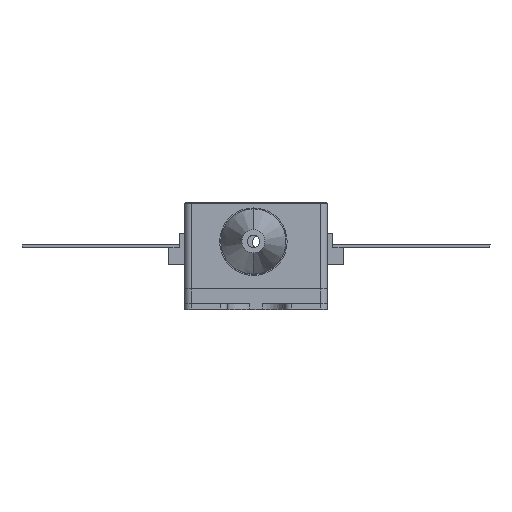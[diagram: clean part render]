
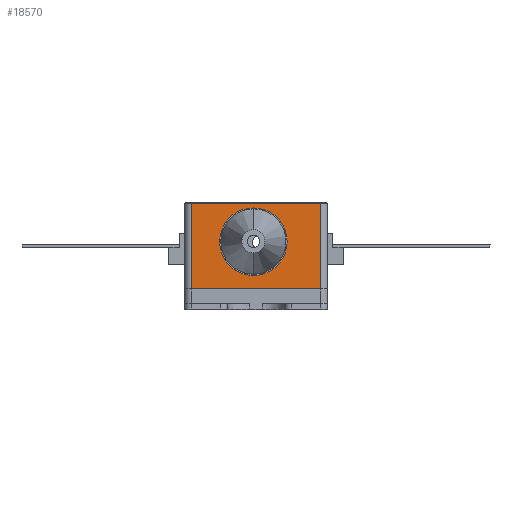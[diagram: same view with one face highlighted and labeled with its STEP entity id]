
A CAD part, top view. The second image highlights one B-rep face of the part: STEP entity #18570.
In plain terms, the highlighted planar face has unit normal (0, 0, 1).
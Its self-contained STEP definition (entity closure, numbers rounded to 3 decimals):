
#606 = EDGE_CURVE ( 'NONE', #19872, #15239, #4064, .T. ) ;
#716 = FACE_BOUND ( 'NONE', #13184, .T. ) ;
#1023 = DIRECTION ( 'NONE',  ( 1., 0., 0. ) ) ;
#1233 = EDGE_LOOP ( 'NONE', ( #3625, #16690, #6152, #6991 ) ) ;
#2073 = LINE ( 'NONE', #7553, #11008 ) ;
#2284 = ORIENTED_EDGE ( 'NONE', *, *, #606, .F. ) ;
#3625 = ORIENTED_EDGE ( 'NONE', *, *, #16600, .T. ) ;
#4064 = CIRCLE ( 'NONE', #12050, 1.588 ) ;
#4185 = DIRECTION ( 'NONE',  ( 0., 0., 1. ) ) ;
#4222 = CARTESIAN_POINT ( 'NONE',  ( -96.115, -3.222, 63.115 ) ) ;
#4292 = DIRECTION ( 'NONE',  ( 0., -1., 0. ) ) ;
#4421 = CARTESIAN_POINT ( 'NONE',  ( -95.515, -10.822, 63.115 ) ) ;
#4558 = DIRECTION ( 'NONE',  ( 0., 1., 0. ) ) ;
#4577 = VECTOR ( 'NONE', #7489, 1000. ) ;
#4590 = EDGE_CURVE ( 'NONE', #15239, #19872, #10295, .T. ) ;
#4924 = VERTEX_POINT ( 'NONE', #9329 ) ;
#5318 = LINE ( 'NONE', #4222, #4577 ) ;
#6152 = ORIENTED_EDGE ( 'NONE', *, *, #12339, .T. ) ;
#6909 = CARTESIAN_POINT ( 'NONE',  ( -91.586, -6.622, 63.115 ) ) ;
#6991 = ORIENTED_EDGE ( 'NONE', *, *, #13237, .T. ) ;
#7417 = VECTOR ( 'NONE', #11408, 1000. ) ;
#7489 = DIRECTION ( 'NONE',  ( -1., 0., 0. ) ) ;
#7535 = CARTESIAN_POINT ( 'NONE',  ( -89.999, -6.622, 63.115 ) ) ;
#7553 = CARTESIAN_POINT ( 'NONE',  ( -84.015, -3.222, 63.115 ) ) ;
#7774 = CARTESIAN_POINT ( 'NONE',  ( -95.515, -10.822, 63.115 ) ) ;
#7875 = DIRECTION ( 'NONE',  ( 0., 0., 1. ) ) ;
#8351 = EDGE_CURVE ( 'NONE', #9885, #15234, #18099, .T. ) ;
#8486 = VECTOR ( 'NONE', #4292, 1000. ) ;
#9130 = DIRECTION ( 'NONE',  ( 1., 0., 0. ) ) ;
#9329 = CARTESIAN_POINT ( 'NONE',  ( -84.015, -3.222, 63.115 ) ) ;
#9631 = DIRECTION ( 'NONE',  ( 1., 0., 0. ) ) ;
#9687 = CARTESIAN_POINT ( 'NONE',  ( -96.115, -10.822, 63.115 ) ) ;
#9700 = PLANE ( 'NONE',  #13857 ) ;
#9766 = CARTESIAN_POINT ( 'NONE',  ( -96.115, -10.822, 63.115 ) ) ;
#9885 = VERTEX_POINT ( 'NONE', #11727 ) ;
#10047 = VERTEX_POINT ( 'NONE', #20178 ) ;
#10295 = CIRCLE ( 'NONE', #10956, 1.588 ) ;
#10956 = AXIS2_PLACEMENT_3D ( 'NONE', #16784, #4185, #1023 ) ;
#11008 = VECTOR ( 'NONE', #4558, 1000. ) ;
#11132 = CARTESIAN_POINT ( 'NONE',  ( -88.411, -6.622, 63.115 ) ) ;
#11408 = DIRECTION ( 'NONE',  ( 1., 0., 0. ) ) ;
#11727 = CARTESIAN_POINT ( 'NONE',  ( -95.515, -3.222, 63.115 ) ) ;
#12050 = AXIS2_PLACEMENT_3D ( 'NONE', #7535, #18552, #9130 ) ;
#12339 = EDGE_CURVE ( 'NONE', #15234, #10047, #15330, .T. ) ;
#12383 = FACE_OUTER_BOUND ( 'NONE', #1233, .T. ) ;
#13182 = ORIENTED_EDGE ( 'NONE', *, *, #4590, .F. ) ;
#13184 = EDGE_LOOP ( 'NONE', ( #13182, #2284 ) ) ;
#13237 = EDGE_CURVE ( 'NONE', #10047, #4924, #2073, .T. ) ;
#13857 = AXIS2_PLACEMENT_3D ( 'NONE', #9766, #7875, #9631 ) ;
#15234 = VERTEX_POINT ( 'NONE', #7774 ) ;
#15239 = VERTEX_POINT ( 'NONE', #11132 ) ;
#15330 = LINE ( 'NONE', #9687, #7417 ) ;
#16600 = EDGE_CURVE ( 'NONE', #4924, #9885, #5318, .T. ) ;
#16690 = ORIENTED_EDGE ( 'NONE', *, *, #8351, .T. ) ;
#16784 = CARTESIAN_POINT ( 'NONE',  ( -89.999, -6.622, 63.115 ) ) ;
#18099 = LINE ( 'NONE', #4421, #8486 ) ;
#18552 = DIRECTION ( 'NONE',  ( 0., 0., 1. ) ) ;
#18570 = ADVANCED_FACE ( 'NONE', ( #716, #12383 ), #9700, .T. ) ;
#19872 = VERTEX_POINT ( 'NONE', #6909 ) ;
#20178 = CARTESIAN_POINT ( 'NONE',  ( -84.015, -10.822, 63.115 ) ) ;
